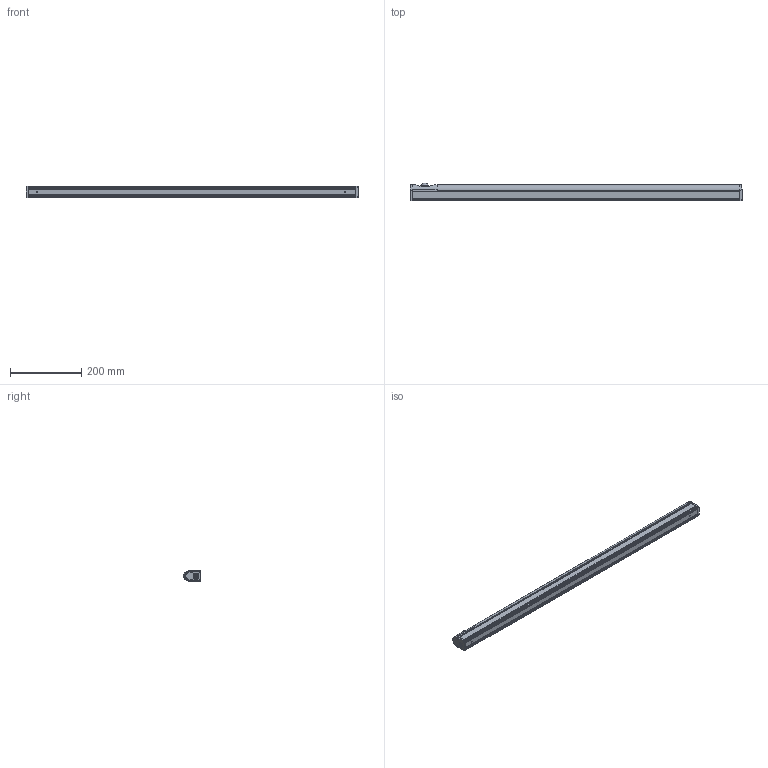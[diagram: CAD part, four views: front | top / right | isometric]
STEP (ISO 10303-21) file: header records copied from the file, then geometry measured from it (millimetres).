
FILE_DESCRIPTION((''),'2;1');
FILE_NAME('190874_ASM','2015-12-02T',('pdmadmin'),(''),'PRO/ENGINEER BY PARAMETRIC TECHNOLOGY CORPORATION, 2013230','PRO/ENGINEER BY PARAMETRIC TECHNOLOGY CORPORATION, 2013230','');
FILE_SCHEMA(('CONFIG_CONTROL_DESIGN'));
Length unit declared in the file: millimetre
Products named in the file (10): 190484; 169954; 172449; 169946; 190481; VZWLLD; 169955; 172450; 138905; 190874_ASM
Assembly tree (16 placements, depth 2):
  190874_ASM
    190484
    169954
    172449
    169946
    190481
    VZWLLD
    169955
    172450
    138905  x8
Bounding box: 932 x 50.19 x 32 mm (x, y, z)
Volume: 249818.8 mm3; surface area: 375412.3 mm2
Topology: 16 solids, 16 shells, 1696 faces, 4574 edges, 2925 vertices
Faces by surface type: cylinder 637, plane 568, bspline 258, cone 104, torus 83, sphere 46
Entity records: 40454 total; most frequent: CARTESIAN_POINT 16321, ORIENTED_EDGE 5164, DIRECTION 4863, EDGE_CURVE 2582, AXIS2_PLACEMENT_3D 1711, VERTEX_POINT 1651, VECTOR 1441, LINE 1441
